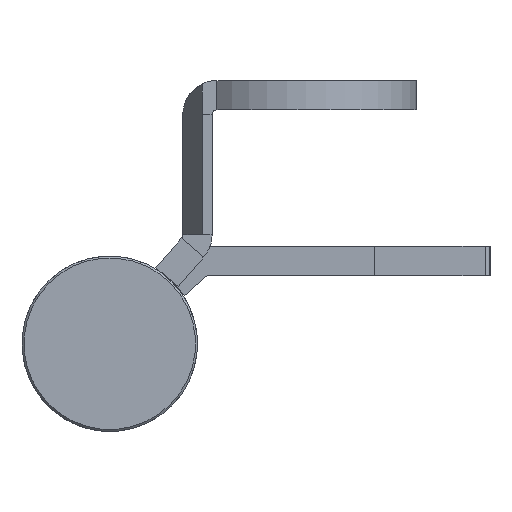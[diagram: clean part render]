
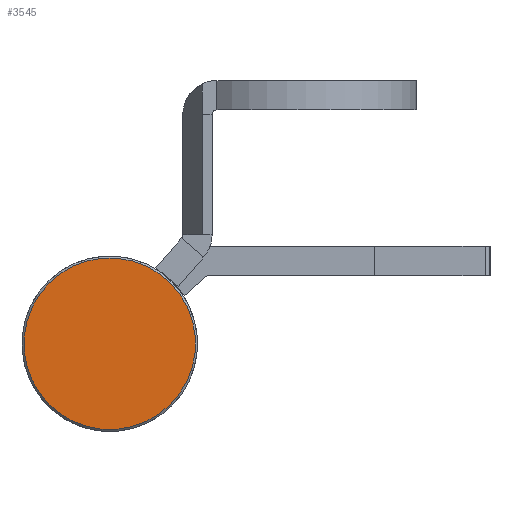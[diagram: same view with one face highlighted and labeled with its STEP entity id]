
A CAD part, left-side view. The second image highlights one B-rep face of the part: STEP entity #3545.
In plain terms, the highlighted face is planar.
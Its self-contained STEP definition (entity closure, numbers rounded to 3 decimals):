
#75 = AXIS2_PLACEMENT_3D ( 'NONE', #8128, #11949, #5888 ) ;
#366 = VERTEX_POINT ( 'NONE', #10258 ) ;
#1532 = CARTESIAN_POINT ( 'NONE',  ( 37., 8.8, 0. ) ) ;
#1608 = PLANE ( 'NONE',  #9854 ) ;
#3520 = AXIS2_PLACEMENT_3D ( 'NONE', #11236, #14765, #3669 ) ;
#3545 = ADVANCED_FACE ( 'NONE', ( #14363 ), #1608, .F. ) ;
#3669 = DIRECTION ( 'NONE',  ( 0., 0., 1. ) ) ;
#3882 = VERTEX_POINT ( 'NONE', #12821 ) ;
#3948 = DIRECTION ( 'NONE',  ( 0., 0., 1. ) ) ;
#4278 = DIRECTION ( 'NONE',  ( -1., 0., 0. ) ) ;
#5686 = CIRCLE ( 'NONE', #3520, 8.8 ) ;
#5888 = DIRECTION ( 'NONE',  ( 0., 0., 1. ) ) ;
#8128 = CARTESIAN_POINT ( 'NONE',  ( 37., 0., 0. ) ) ;
#9854 = AXIS2_PLACEMENT_3D ( 'NONE', #1532, #4278, #3948 ) ;
#10258 = CARTESIAN_POINT ( 'NONE',  ( 37., 0., 8.8 ) ) ;
#10331 = EDGE_CURVE ( 'NONE', #366, #3882, #11229, .T. ) ;
#10729 = EDGE_LOOP ( 'NONE', ( #11345, #13088 ) ) ;
#11229 = CIRCLE ( 'NONE', #75, 8.8 ) ;
#11236 = CARTESIAN_POINT ( 'NONE',  ( 37., 0., 0. ) ) ;
#11345 = ORIENTED_EDGE ( 'NONE', *, *, #10331, .F. ) ;
#11949 = DIRECTION ( 'NONE',  ( -1., 0., 0. ) ) ;
#12405 = EDGE_CURVE ( 'NONE', #3882, #366, #5686, .T. ) ;
#12821 = CARTESIAN_POINT ( 'NONE',  ( 37., 0., -8.8 ) ) ;
#13088 = ORIENTED_EDGE ( 'NONE', *, *, #12405, .F. ) ;
#14363 = FACE_OUTER_BOUND ( 'NONE', #10729, .T. ) ;
#14765 = DIRECTION ( 'NONE',  ( -1., 0., 0. ) ) ;
